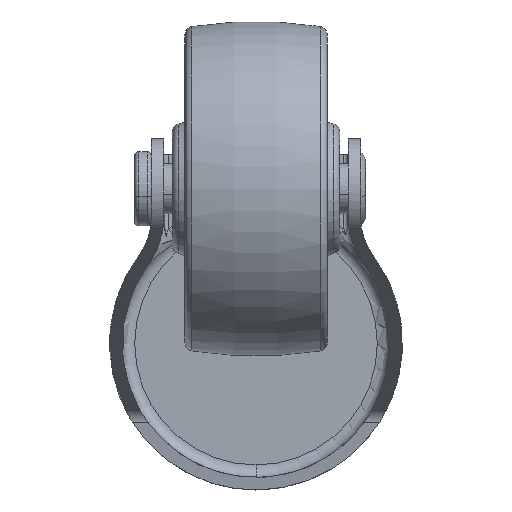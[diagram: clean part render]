
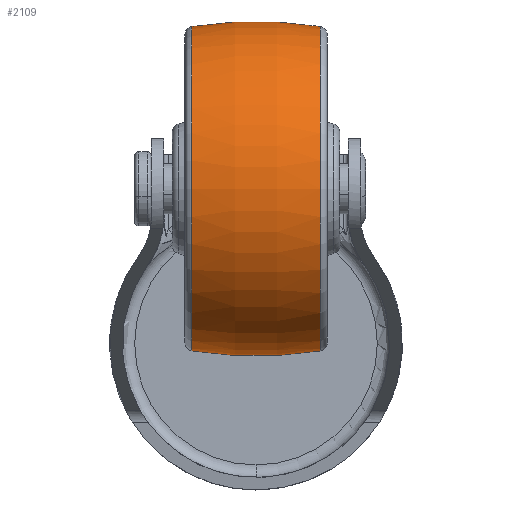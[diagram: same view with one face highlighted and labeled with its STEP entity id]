
A CAD part, front view. The second image highlights one B-rep face of the part: STEP entity #2109.
In plain terms, the highlighted toroidal (fillet/blend) face has major radius 28.542 mm and minor radius 48.542 mm.
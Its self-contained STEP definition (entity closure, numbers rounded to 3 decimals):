
#142 = DIRECTION ( 'NONE',  ( 0., 0., 1. ) ) ;
#213 = AXIS2_PLACEMENT_3D ( 'NONE', #5090, #5844, #3078 ) ;
#735 = DIRECTION ( 'NONE',  ( 0., 0., 1. ) ) ;
#1121 = ORIENTED_EDGE ( 'NONE', *, *, #6110, .F. ) ;
#1417 = CIRCLE ( 'NONE', #7752, 48.542 ) ;
#1482 = AXIS2_PLACEMENT_3D ( 'NONE', #5547, #7145, #4094 ) ;
#1601 = VERTEX_POINT ( 'NONE', #1800 ) ;
#1693 = DIRECTION ( 'NONE',  ( -1., 0., 0. ) ) ;
#1715 = VERTEX_POINT ( 'NONE', #4519 ) ;
#1800 = CARTESIAN_POINT ( 'NONE',  ( 7.658, 0., 19.392 ) ) ;
#1894 = CARTESIAN_POINT ( 'NONE',  ( 7.658, 0., -19.392 ) ) ;
#2109 = ADVANCED_FACE ( 'NONE', ( #8740 ), #4550, .T. ) ;
#2679 = ORIENTED_EDGE ( 'NONE', *, *, #5813, .T. ) ;
#3078 = DIRECTION ( 'NONE',  ( 0., 0., 1. ) ) ;
#3493 = ORIENTED_EDGE ( 'NONE', *, *, #9004, .F. ) ;
#4094 = DIRECTION ( 'NONE',  ( 0., 0., 1. ) ) ;
#4483 = CARTESIAN_POINT ( 'NONE',  ( 0., 0., 0. ) ) ;
#4519 = CARTESIAN_POINT ( 'NONE',  ( -7.658, 0., 19.392 ) ) ;
#4550 = TOROIDAL_SURFACE ( 'NONE', #5508, -28.542, 48.542 ) ;
#4872 = CIRCLE ( 'NONE', #213, 19.392 ) ;
#5046 = DIRECTION ( 'NONE',  ( 0., -1., 0. ) ) ;
#5090 = CARTESIAN_POINT ( 'NONE',  ( -7.658, 0., 0. ) ) ;
#5508 = AXIS2_PLACEMENT_3D ( 'NONE', #4483, #7364, #735 ) ;
#5547 = CARTESIAN_POINT ( 'NONE',  ( 0., 0., 28.542 ) ) ;
#5648 = VERTEX_POINT ( 'NONE', #7944 ) ;
#5813 = EDGE_CURVE ( 'NONE', #6550, #1601, #7246, .T. ) ;
#5844 = DIRECTION ( 'NONE',  ( -1., 0., 0. ) ) ;
#5846 = CIRCLE ( 'NONE', #1482, 48.542 ) ;
#5933 = CARTESIAN_POINT ( 'NONE',  ( 0., 0., -28.542 ) ) ;
#6110 = EDGE_CURVE ( 'NONE', #6550, #5648, #5846, .T. ) ;
#6550 = VERTEX_POINT ( 'NONE', #1894 ) ;
#6911 = EDGE_LOOP ( 'NONE', ( #1121, #2679, #8812, #3493 ) ) ;
#7145 = DIRECTION ( 'NONE',  ( 0., 1., 0. ) ) ;
#7246 = CIRCLE ( 'NONE', #8469, 19.392 ) ;
#7364 = DIRECTION ( 'NONE',  ( -1., 0., 0. ) ) ;
#7405 = DIRECTION ( 'NONE',  ( 0., 0., -1. ) ) ;
#7752 = AXIS2_PLACEMENT_3D ( 'NONE', #5933, #5046, #7405 ) ;
#7944 = CARTESIAN_POINT ( 'NONE',  ( -7.658, 0., -19.392 ) ) ;
#8160 = CARTESIAN_POINT ( 'NONE',  ( 7.658, 0., 0. ) ) ;
#8469 = AXIS2_PLACEMENT_3D ( 'NONE', #8160, #1693, #142 ) ;
#8740 = FACE_OUTER_BOUND ( 'NONE', #6911, .T. ) ;
#8812 = ORIENTED_EDGE ( 'NONE', *, *, #8901, .T. ) ;
#8901 = EDGE_CURVE ( 'NONE', #1601, #1715, #1417, .T. ) ;
#9004 = EDGE_CURVE ( 'NONE', #5648, #1715, #4872, .T. ) ;
